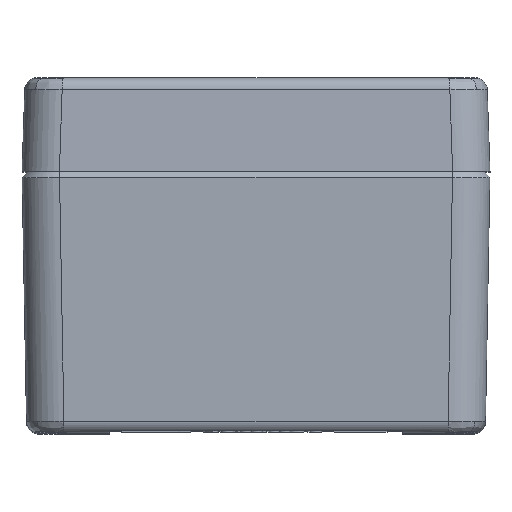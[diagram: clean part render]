
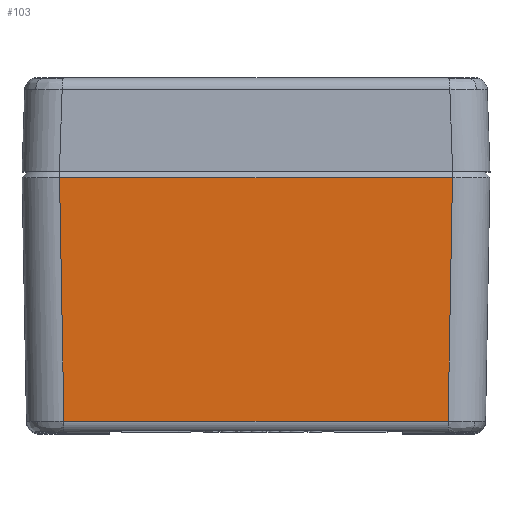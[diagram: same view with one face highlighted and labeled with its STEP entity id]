
A CAD part, top view. The second image highlights one B-rep face of the part: STEP entity #103.
In plain terms, the highlighted planar face has unit normal (0, -0.018, 1).
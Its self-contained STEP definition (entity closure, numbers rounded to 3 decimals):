
#103 = ADVANCED_FACE ( 'NONE', ( #54179 ), #54176, .T. ) ;
#125 = ORIENTED_EDGE ( 'NONE', *, *, #126, .T. ) ;
#126 = EDGE_CURVE ( 'NONE', #134, #49241, #54180, .T. ) ;
#133 = EDGE_CURVE ( 'NONE', #45240, #134, #54230, .T. ) ;
#134 = VERTEX_POINT ( 'NONE', #54225 ) ;
#144 = ORIENTED_EDGE ( 'NONE', *, *, #133, .T. ) ;
#10294 = CARTESIAN_POINT ( 'NONE',  ( 30.786, -40.036, 39.285 ) ) ;
#33608 = CARTESIAN_POINT ( 'NONE',  ( 31.483, -0.993, 39.982 ) ) ;
#33780 = CARTESIAN_POINT ( 'NONE',  ( -31.483, -0.993, 39.982 ) ) ;
#33812 = DIRECTION ( 'NONE',  ( -1., 0., 0. ) ) ;
#33813 = VECTOR ( 'NONE', #33812, 1000. ) ;
#33814 = CARTESIAN_POINT ( 'NONE',  ( -37.5, -0.993, 39.982 ) ) ;
#33815 = LINE ( 'NONE', #33814, #33813 ) ;
#33905 = DIRECTION ( 'NONE',  ( 0.018, 1., 0.018 ) ) ;
#33907 = VECTOR ( 'NONE', #33905, 1000. ) ;
#33908 = CARTESIAN_POINT ( 'NONE',  ( 31.479, -1.231, 39.978 ) ) ;
#33909 = LINE ( 'NONE', #33908, #33907 ) ;
#45138 = ORIENTED_EDGE ( 'NONE', *, *, #45248, .T. ) ;
#45157 = VERTEX_POINT ( 'NONE', #33608 ) ;
#45240 = VERTEX_POINT ( 'NONE', #33780 ) ;
#45248 = EDGE_CURVE ( 'NONE', #45157, #45240, #33815, .T. ) ;
#45268 = EDGE_LOOP ( 'NONE', ( #45273, #45138, #144, #125 ) ) ;
#45273 = ORIENTED_EDGE ( 'NONE', *, *, #45274, .T. ) ;
#45274 = EDGE_CURVE ( 'NONE', #49241, #45157, #33909, .T. ) ;
#49241 = VERTEX_POINT ( 'NONE', #10294 ) ;
#52882 = CARTESIAN_POINT ( 'NONE',  ( 30.751, -40.036, 39.285 ) ) ;
#54171 = DIRECTION ( 'NONE',  ( 0., -1., -0.018 ) ) ;
#54173 = DIRECTION ( 'NONE',  ( 0., -0.018, 1. ) ) ;
#54174 = AXIS2_PLACEMENT_3D ( 'NONE', #54175, #54173, #54171 ) ;
#54175 = CARTESIAN_POINT ( 'NONE',  ( -37.5, 0., 40. ) ) ;
#54176 = PLANE ( 'NONE',  #54174 ) ;
#54179 = FACE_OUTER_BOUND ( 'NONE', #45268, .T. ) ;
#54180 = LINE ( 'NONE', #52882, #54247 ) ;
#54225 = CARTESIAN_POINT ( 'NONE',  ( -30.786, -40.036, 39.285 ) ) ;
#54226 = DIRECTION ( 'NONE',  ( 0.018, -1., -0.018 ) ) ;
#54227 = VECTOR ( 'NONE', #54226, 1000. ) ;
#54229 = CARTESIAN_POINT ( 'NONE',  ( -31.503, 0.107, 40.002 ) ) ;
#54230 = LINE ( 'NONE', #54229, #54227 ) ;
#54246 = DIRECTION ( 'NONE',  ( 1., 0., 0. ) ) ;
#54247 = VECTOR ( 'NONE', #54246, 1000. ) ;
